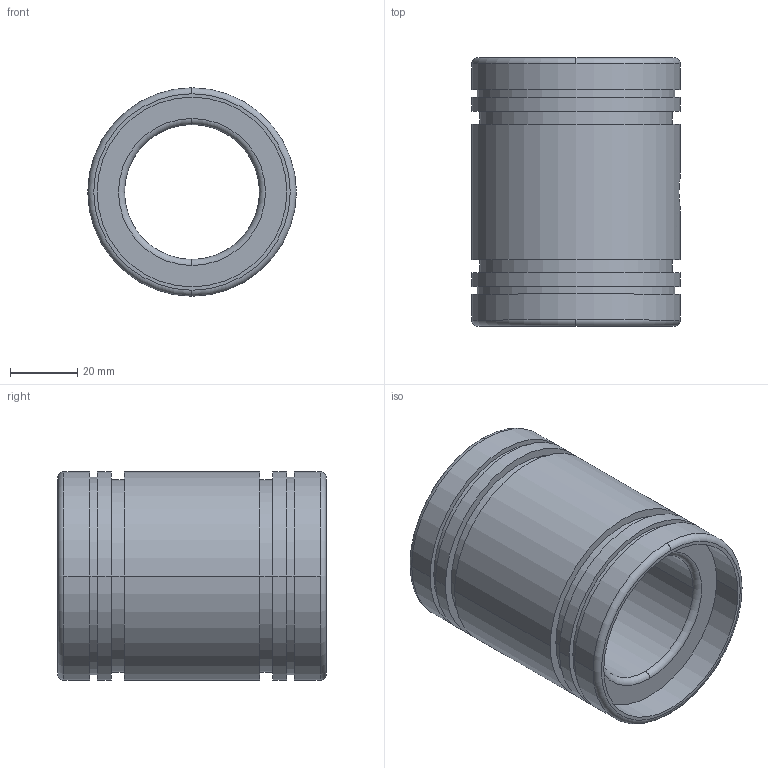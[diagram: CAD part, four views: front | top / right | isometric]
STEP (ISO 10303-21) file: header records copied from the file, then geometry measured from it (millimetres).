
FILE_DESCRIPTION((''),'2;1');
FILE_NAME('L40.stp','2015-04-24T15:24:35',('pfALLON'),(''),'Autodesk Inventor (tm) 5.3','Autodesk Inventor (tm) 5.3','');
FILE_SCHEMA(('CONFIG_CONTROL_DESIGN'));
Length unit declared in the file: inch
Products named in the file (1): L40
Bounding box: 61.93 x 79.72 x 61.93 mm (x, y, z)
Volume: 110026.4 mm3; surface area: 32795.5 mm2
Topology: 1 solids, 1 shells, 55 faces, 138 edges, 93 vertices
Faces by surface type: cylinder 30, torus 12, plane 12, bspline 1
Entity records: 1943 total; most frequent: CARTESIAN_POINT 436, DIRECTION 334, ORIENTED_EDGE 276, AXIS2_PLACEMENT_3D 151, EDGE_CURVE 138, CIRCLE 96, VERTEX_POINT 93, EDGE_LOOP 67
